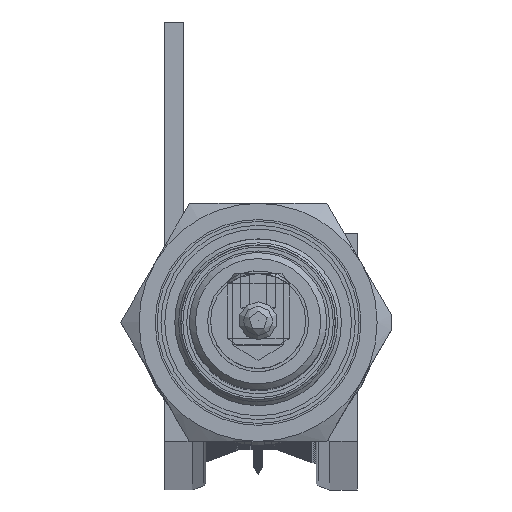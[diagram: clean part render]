
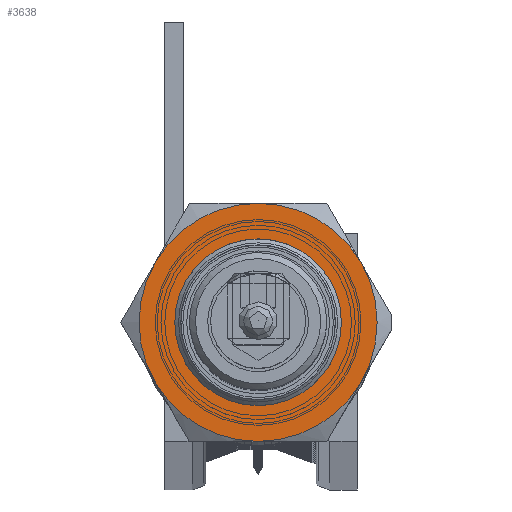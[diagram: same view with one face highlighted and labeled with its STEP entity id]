
A CAD part, top view. The second image highlights one B-rep face of the part: STEP entity #3638.
In plain terms, the highlighted face is planar.
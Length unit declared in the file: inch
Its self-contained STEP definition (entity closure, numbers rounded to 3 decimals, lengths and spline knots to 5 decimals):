
#976=PLANE('',#4090);
#1116=FACE_BOUND('',#1602,.T.);
#1288=FACE_OUTER_BOUND('',#1601,.T.);
#1601=EDGE_LOOP('',(#3094,#3095,#3096,#3097,#3098,#3099));
#1602=EDGE_LOOP('',(#3100));
#1821=CIRCLE('',#4069,0.3125);
#1822=CIRCLE('',#4071,0.3125);
#1823=CIRCLE('',#4073,0.3125);
#1824=CIRCLE('',#4075,0.3125);
#1825=CIRCLE('',#4077,0.3125);
#1827=CIRCLE('',#4080,0.3125);
#1828=CIRCLE('',#4089,0.2025);
#2062=VERTEX_POINT('',#22069);
#2063=VERTEX_POINT('',#22073);
#2065=VERTEX_POINT('',#22080);
#2067=VERTEX_POINT('',#22090);
#2069=VERTEX_POINT('',#22103);
#2071=VERTEX_POINT('',#22113);
#2074=VERTEX_POINT('',#22144);
#2419=EDGE_CURVE('',#2062,#2063,#1821,.T.);
#2422=EDGE_CURVE('',#2065,#2062,#1822,.T.);
#2425=EDGE_CURVE('',#2067,#2065,#1823,.T.);
#2427=EDGE_CURVE('',#2069,#2067,#1824,.T.);
#2430=EDGE_CURVE('',#2071,#2069,#1825,.T.);
#2434=EDGE_CURVE('',#2063,#2071,#1827,.T.);
#2443=EDGE_CURVE('',#2074,#2074,#1828,.T.);
#3094=ORIENTED_EDGE('',*,*,#2434,.T.);
#3095=ORIENTED_EDGE('',*,*,#2430,.T.);
#3096=ORIENTED_EDGE('',*,*,#2427,.T.);
#3097=ORIENTED_EDGE('',*,*,#2425,.T.);
#3098=ORIENTED_EDGE('',*,*,#2422,.T.);
#3099=ORIENTED_EDGE('',*,*,#2419,.T.);
#3100=ORIENTED_EDGE('',*,*,#2443,.T.);
#3638=ADVANCED_FACE('',(#1288,#1116),#976,.T.);
#4069=AXIS2_PLACEMENT_3D('',#22077,#4873,#4874);
#4071=AXIS2_PLACEMENT_3D('',#22087,#4877,#4878);
#4073=AXIS2_PLACEMENT_3D('',#22097,#4881,#4882);
#4075=AXIS2_PLACEMENT_3D('',#22104,#4885,#4886);
#4077=AXIS2_PLACEMENT_3D('',#22114,#4889,#4890);
#4080=AXIS2_PLACEMENT_3D('',#22125,#4895,#4896);
#4089=AXIS2_PLACEMENT_3D('',#22145,#4920,#4921);
#4090=AXIS2_PLACEMENT_3D('',#22146,#4922,#4923);
#4873=DIRECTION('center_axis',(-1.,0.,0.));
#4874=DIRECTION('ref_axis',(0.,1.,0.));
#4877=DIRECTION('center_axis',(-1.,0.,0.));
#4878=DIRECTION('ref_axis',(0.,1.,0.));
#4881=DIRECTION('center_axis',(-1.,0.,0.));
#4882=DIRECTION('ref_axis',(0.,1.,0.));
#4885=DIRECTION('center_axis',(-1.,0.,0.));
#4886=DIRECTION('ref_axis',(0.,1.,0.));
#4889=DIRECTION('center_axis',(-1.,0.,0.));
#4890=DIRECTION('ref_axis',(0.,1.,0.));
#4895=DIRECTION('center_axis',(-1.,0.,0.));
#4896=DIRECTION('ref_axis',(0.,1.,0.));
#4920=DIRECTION('center_axis',(1.,0.,0.));
#4921=DIRECTION('ref_axis',(0.,0.,-1.));
#4922=DIRECTION('center_axis',(-1.,0.,0.));
#4923=DIRECTION('ref_axis',(0.,0.,1.));
#22069=CARTESIAN_POINT('',(-0.29459,-0.15625,-0.27063));
#22073=CARTESIAN_POINT('',(-0.29459,-0.3125,0.));
#22077=CARTESIAN_POINT('Origin',(-0.29459,0.,0.));
#22080=CARTESIAN_POINT('',(-0.29459,0.15625,-0.27063));
#22087=CARTESIAN_POINT('Origin',(-0.29459,0.,0.));
#22090=CARTESIAN_POINT('',(-0.29459,0.3125,0.));
#22097=CARTESIAN_POINT('Origin',(-0.29459,0.,0.));
#22103=CARTESIAN_POINT('',(-0.29459,0.15625,0.27063));
#22104=CARTESIAN_POINT('Origin',(-0.29459,0.,0.));
#22113=CARTESIAN_POINT('',(-0.29459,-0.15625,0.27063));
#22114=CARTESIAN_POINT('Origin',(-0.29459,0.,0.));
#22125=CARTESIAN_POINT('Origin',(-0.29459,0.,0.));
#22144=CARTESIAN_POINT('',(-0.29459,0.2025,0.));
#22145=CARTESIAN_POINT('Origin',(-0.29459,0.,0.));
#22146=CARTESIAN_POINT('Origin',(-0.29459,0.49,0.));
